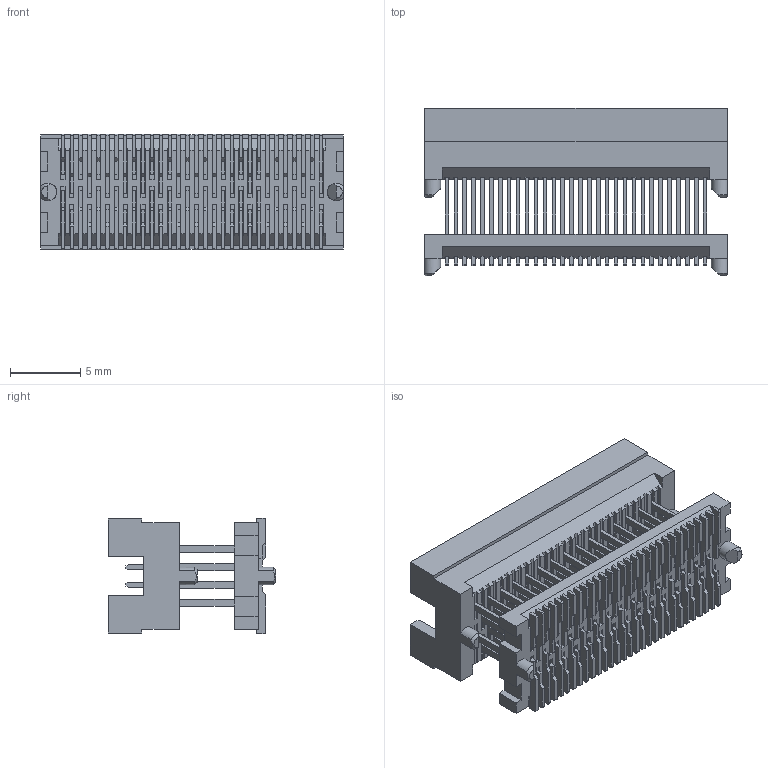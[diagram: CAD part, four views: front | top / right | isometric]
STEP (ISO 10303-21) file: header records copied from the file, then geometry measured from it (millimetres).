
FILE_DESCRIPTION((''),'2;1');
FILE_NAME('FBB12709_ASM','2026-03-17T09:16:13',('gongchengVV'),(''),'CREO PARAMETRIC BY PTC INC, 2020033','CREO PARAMETRIC BY PTC INC, 2020033','');
FILE_SCHEMA(('CONFIG_CONTROL_DESIGN'));
Products named in the file (1): FBB12709_ASM
Bounding box: 21.59 x 11.97 x 8.27 mm (x, y, z)
Volume: 638.8 mm3; surface area: 2264.4 mm2
Topology: 1 solids, 1 shells, 2366 faces, 6659 edges, 4438 vertices
Faces by surface type: plane 2268, cylinder 94, cone 4
Entity records: 75303 total; most frequent: CARTESIAN_POINT 13617, ORIENTED_EDGE 13318, DIRECTION 11571, EDGE_CURVE 6659, VECTOR 6447, LINE 6447, VERTEX_POINT 4438, EDGE_LOOP 2627
